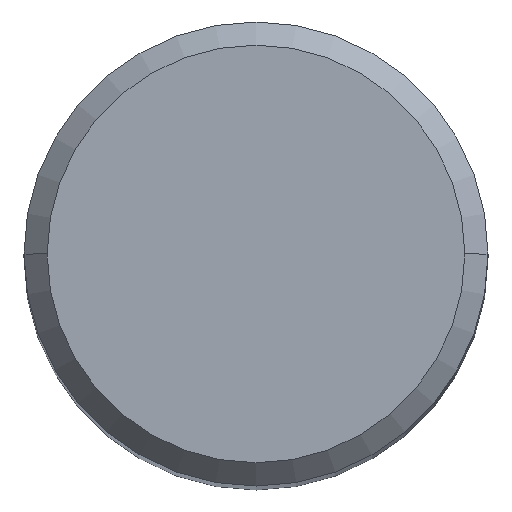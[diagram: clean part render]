
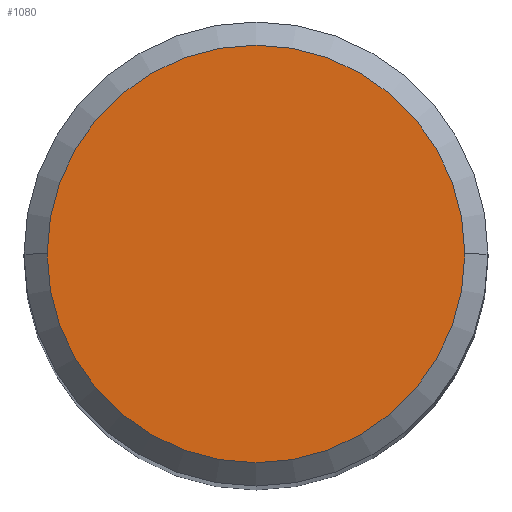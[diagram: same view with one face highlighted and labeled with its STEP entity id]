
A CAD part, top view. The second image highlights one B-rep face of the part: STEP entity #1080.
In plain terms, the highlighted planar face has unit normal (0, 0, 1).
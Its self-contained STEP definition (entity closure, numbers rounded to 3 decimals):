
#880=CARTESIAN_POINT('',(12.632,14.837,54.));
#890=DIRECTION('',(0.,0.,-1.));
#900=DIRECTION('',(-1.,0.,0.));
#910=AXIS2_PLACEMENT_3D('',#880,#890,#900);
#920=PLANE('',#910);
#930=CARTESIAN_POINT('',(17.882,14.837,54.));
#940=DIRECTION('',(0.,0.,-1.));
#950=DIRECTION('',(-1.,0.,0.));
#960=AXIS2_PLACEMENT_3D('',#930,#940,#950);
#970=CIRCLE('',#960,9.);
#980=CARTESIAN_POINT('',(8.882,14.837,54.));
#990=VERTEX_POINT('',#980);
#1000=CARTESIAN_POINT('',(26.882,14.837,54.));
#1010=VERTEX_POINT('',#1000);
#1020=EDGE_CURVE('',#990,#1010,#970,.T.);
#1030=ORIENTED_EDGE('',*,*,#1020,.F.);
#1040=EDGE_CURVE('',#1010,#990,#970,.T.);
#1050=ORIENTED_EDGE('',*,*,#1040,.F.);
#1060=EDGE_LOOP('',(#1050,#1030));
#1070=FACE_OUTER_BOUND('',#1060,.T.);
#1080=ADVANCED_FACE('',(#1070),#920,.F.);
